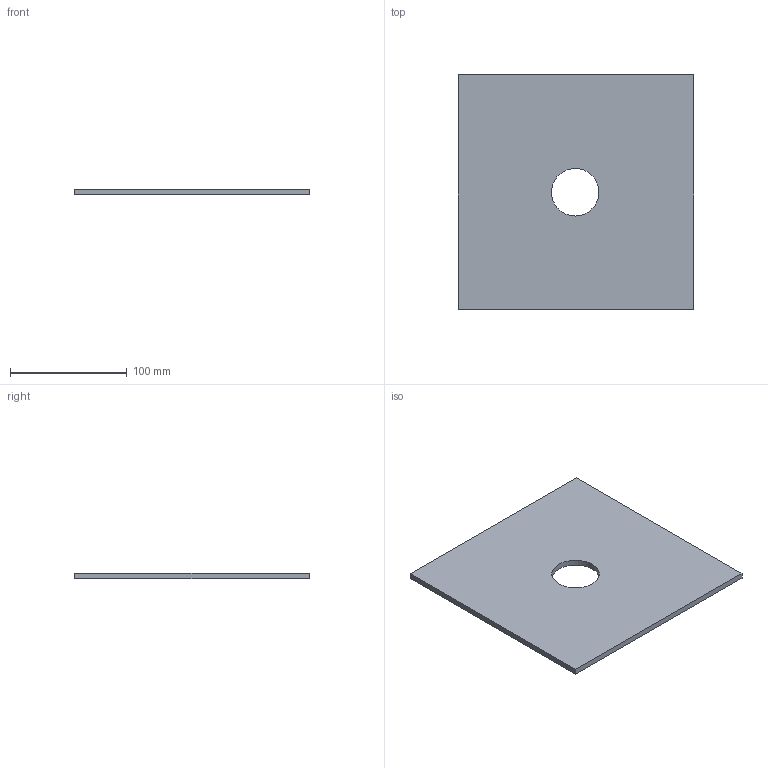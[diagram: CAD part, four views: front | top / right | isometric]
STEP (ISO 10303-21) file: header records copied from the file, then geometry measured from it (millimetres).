
FILE_DESCRIPTION( ( 'STEP Version 203' ), '1' );
FILE_NAME( 'Plate_with_Hole.stp', '12/01/25 22:40:20', ( 'user' ), ( ' ' ), 'PSStep 21.0.47', 'DesignModeler STEP Output', ' ' );
FILE_SCHEMA( ( 'CONFIG_CONTROL_DESIGN' ) );
Length unit declared in the file: metre
Products named in the file (2): 1; 2
Bounding box: 201.37 x 200.83 x 5 mm (x, y, z)
Volume: 195682.7 mm3; surface area: 122071.9 mm2
Topology: 1 solids, 2 shells, 8 faces, 20 edges, 15 vertices
Faces by surface type: plane 7, cylinder 1
Full cylindrical faces by diameter (mm): 40.758 x1
Entity records: 312 total; most frequent: CARTESIAN_POINT 44, DIRECTION 42, ORIENTED_EDGE 33, EDGE_CURVE 19, LINE 16, VECTOR 16, VERTEX_POINT 15, AXIS2_PLACEMENT_3D 13
